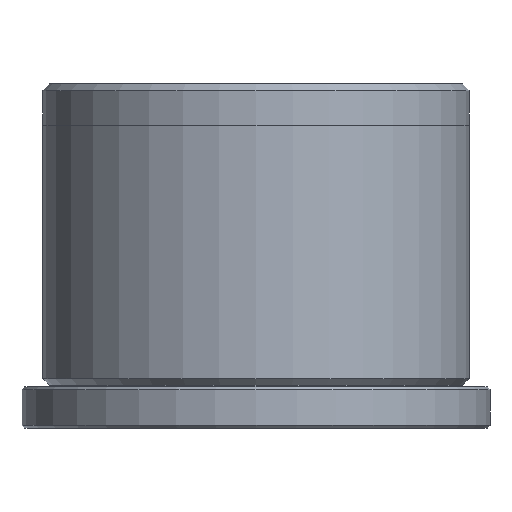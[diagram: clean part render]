
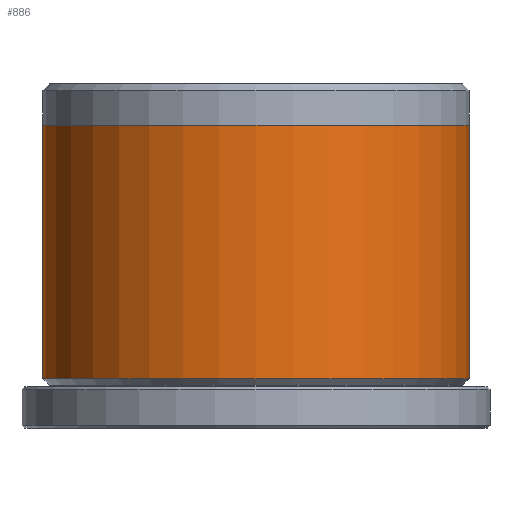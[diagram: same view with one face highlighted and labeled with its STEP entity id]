
A CAD part, front view. The second image highlights one B-rep face of the part: STEP entity #886.
In plain terms, the highlighted cylindrical face has radius 15.5 mm (diameter 31 mm), a partial arc.
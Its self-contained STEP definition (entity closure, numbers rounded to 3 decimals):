
#52 = ORIENTED_EDGE ( 'NONE', *, *, #758, .F. ) ;
#92 = CYLINDRICAL_SURFACE ( 'NONE', #180, 15.5 ) ;
#106 = DIRECTION ( 'NONE',  ( -1., 0., 0. ) ) ;
#121 = DIRECTION ( 'NONE',  ( 0., 0., -1. ) ) ;
#141 = CARTESIAN_POINT ( 'NONE',  ( 15.5, 0., 25. ) ) ;
#180 = AXIS2_PLACEMENT_3D ( 'NONE', #302, #1178, #1297 ) ;
#213 = EDGE_CURVE ( 'NONE', #463, #1555, #711, .T. ) ;
#221 = CARTESIAN_POINT ( 'NONE',  ( 0., 0., 22. ) ) ;
#300 = AXIS2_PLACEMENT_3D ( 'NONE', #1615, #872, #106 ) ;
#302 = CARTESIAN_POINT ( 'NONE',  ( 0., 0., 25. ) ) ;
#309 = CARTESIAN_POINT ( 'NONE',  ( 15.5, 0., 3.6 ) ) ;
#324 = AXIS2_PLACEMENT_3D ( 'NONE', #221, #1110, #349 ) ;
#347 = VECTOR ( 'NONE', #1099, 1000. ) ;
#349 = DIRECTION ( 'NONE',  ( 1., 0., 0. ) ) ;
#392 = ORIENTED_EDGE ( 'NONE', *, *, #213, .F. ) ;
#463 = VERTEX_POINT ( 'NONE', #1256 ) ;
#543 = CARTESIAN_POINT ( 'NONE',  ( -15.5, 0., 3.6 ) ) ;
#595 = VERTEX_POINT ( 'NONE', #543 ) ;
#604 = LINE ( 'NONE', #141, #1597 ) ;
#648 = EDGE_CURVE ( 'NONE', #937, #595, #1385, .T. ) ;
#711 = CIRCLE ( 'NONE', #324, 15.5 ) ;
#726 = ORIENTED_EDGE ( 'NONE', *, *, #1183, .T. ) ;
#758 = EDGE_CURVE ( 'NONE', #1555, #937, #604, .T. ) ;
#843 = CARTESIAN_POINT ( 'NONE',  ( -15.5, 0., 25. ) ) ;
#872 = DIRECTION ( 'NONE',  ( 0., 0., -1. ) ) ;
#875 = CARTESIAN_POINT ( 'NONE',  ( 15.5, 0., 22. ) ) ;
#886 = ADVANCED_FACE ( 'NONE', ( #1439 ), #92, .T. ) ;
#893 = EDGE_LOOP ( 'NONE', ( #52, #392, #726, #1387 ) ) ;
#937 = VERTEX_POINT ( 'NONE', #309 ) ;
#1099 = DIRECTION ( 'NONE',  ( 0., 0., -1. ) ) ;
#1110 = DIRECTION ( 'NONE',  ( 0., 0., 1. ) ) ;
#1178 = DIRECTION ( 'NONE',  ( 0., 0., -1. ) ) ;
#1183 = EDGE_CURVE ( 'NONE', #463, #595, #1348, .T. ) ;
#1256 = CARTESIAN_POINT ( 'NONE',  ( -15.5, 0., 22. ) ) ;
#1297 = DIRECTION ( 'NONE',  ( -1., 0., 0. ) ) ;
#1348 = LINE ( 'NONE', #843, #347 ) ;
#1385 = CIRCLE ( 'NONE', #300, 15.5 ) ;
#1387 = ORIENTED_EDGE ( 'NONE', *, *, #648, .F. ) ;
#1439 = FACE_OUTER_BOUND ( 'NONE', #893, .T. ) ;
#1555 = VERTEX_POINT ( 'NONE', #875 ) ;
#1597 = VECTOR ( 'NONE', #121, 1000. ) ;
#1615 = CARTESIAN_POINT ( 'NONE',  ( 0., 0., 3.6 ) ) ;
